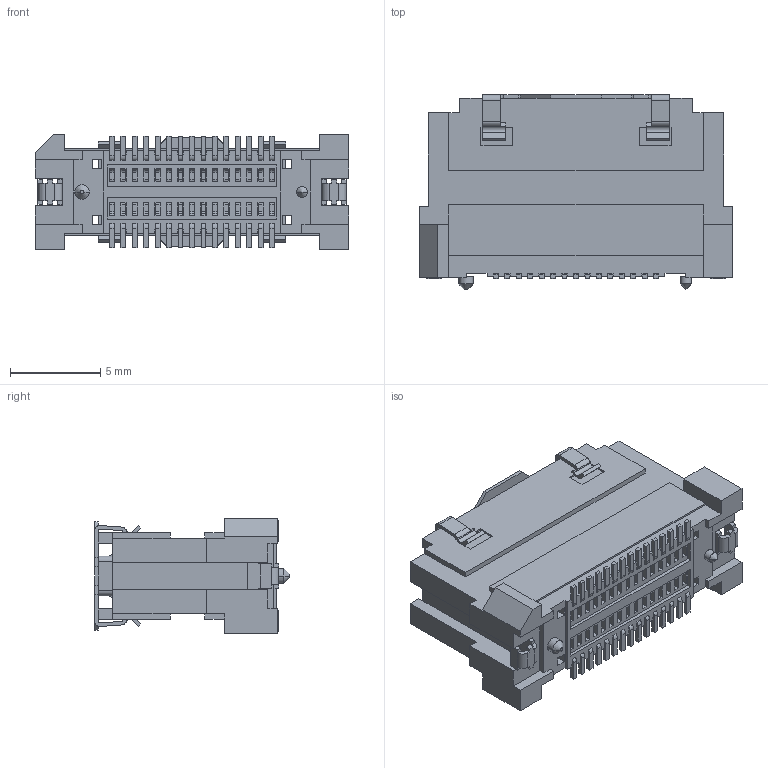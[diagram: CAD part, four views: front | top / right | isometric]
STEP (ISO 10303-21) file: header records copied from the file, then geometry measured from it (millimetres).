
FILE_DESCRIPTION((''),'2;1');
FILE_NAME('529010374','2020-07-10T',('gga'),(''),'PRO/ENGINEER BY PARAMETRIC TECHNOLOGY CORPORATION, 2016010','PRO/ENGINEER BY PARAMETRIC TECHNOLOGY CORPORATION, 2016010','');
FILE_SCHEMA(('CONFIG_CONTROL_DESIGN'));
Length unit declared in the file: millimetre
Products named in the file (1): 529010374
Bounding box: 17.4 x 10.8 x 6.4 mm (x, y, z)
Volume: 604.6 mm3; surface area: 1611.6 mm2
Topology: 3 solids, 3 shells, 1414 faces, 4346 edges, 2923 vertices
Faces by surface type: plane 1116, cylinder 294, cone 4
Entity records: 48107 total; most frequent: CARTESIAN_POINT 8544, ORIENTED_EDGE 8418, DIRECTION 7772, EDGE_CURVE 4209, VECTOR 3746, LINE 3746, VERTEX_POINT 2785, AXIS2_PLACEMENT_3D 2013
